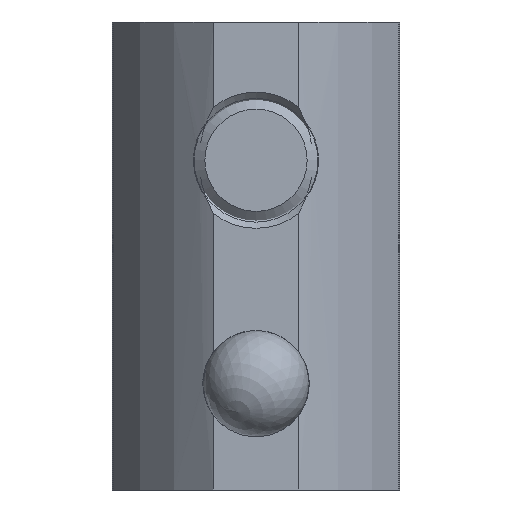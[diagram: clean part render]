
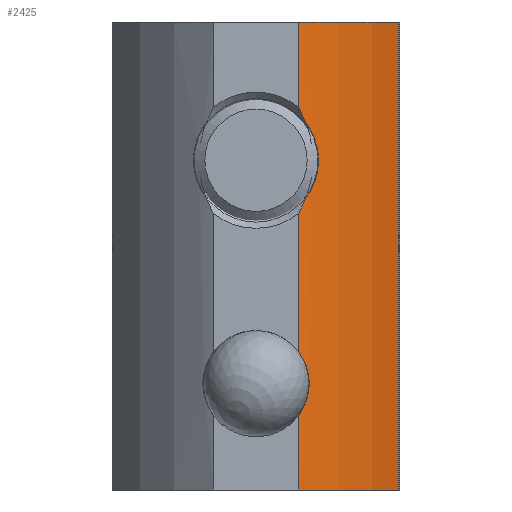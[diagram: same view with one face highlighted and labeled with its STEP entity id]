
A CAD part, front view. The second image highlights one B-rep face of the part: STEP entity #2425.
In plain terms, the highlighted cylindrical face has radius 15 mm (diameter 30 mm), a partial arc.
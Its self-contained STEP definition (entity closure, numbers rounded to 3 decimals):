
#137=B_SPLINE_CURVE_WITH_KNOTS('',3,(#4571,#4572,#4573,#4574,#4575,#4576,
#4577,#4578,#4579,#4580,#4581,#4582,#4583,#4584,#4585),.UNSPECIFIED.,.F.,
 .F.,(4,2,2,3,2,2,4),(-0.256,-0.207,-0.104,
0.,0.104,0.207,0.256),.UNSPECIFIED.);
#139=B_SPLINE_CURVE_WITH_KNOTS('',3,(#4604,#4605,#4606,#4607,#4608,#4609,
#4610,#4611,#4612,#4613),.UNSPECIFIED.,.F.,.F.,(4,2,2,2,4),(-0.965,
-0.9,-0.805,-0.71,-0.645),
 .UNSPECIFIED.);
#256=LINE('',#4654,#399);
#257=LINE('',#4657,#400);
#258=LINE('',#4658,#401);
#259=LINE('',#4660,#402);
#399=VECTOR('',#3526,1000.);
#400=VECTOR('',#3529,1000.);
#401=VECTOR('',#3530,1000.);
#402=VECTOR('',#3531,1000.);
#437=CYLINDRICAL_SURFACE('',#2769,15.);
#547=FACE_OUTER_BOUND('',#676,.T.);
#676=EDGE_LOOP('',(#2200,#2201,#2202,#2203,#2204,#2205,#2206,#2207));
#891=CIRCLE('',#2770,15.);
#892=CIRCLE('',#2771,15.);
#1124=VERTEX_POINT('',#4568);
#1125=VERTEX_POINT('',#4570);
#1130=VERTEX_POINT('',#4601);
#1131=VERTEX_POINT('',#4603);
#1144=VERTEX_POINT('',#4652);
#1145=VERTEX_POINT('',#4653);
#1146=VERTEX_POINT('',#4655);
#1147=VERTEX_POINT('',#4659);
#1481=EDGE_CURVE('',#1125,#1124,#137,.T.);
#1488=EDGE_CURVE('',#1131,#1130,#139,.T.);
#1505=EDGE_CURVE('',#1144,#1145,#256,.T.);
#1506=EDGE_CURVE('',#1145,#1146,#891,.T.);
#1507=EDGE_CURVE('',#1146,#1125,#257,.T.);
#1508=EDGE_CURVE('',#1124,#1131,#258,.T.);
#1509=EDGE_CURVE('',#1130,#1147,#259,.T.);
#1510=EDGE_CURVE('',#1147,#1144,#892,.T.);
#2200=ORIENTED_EDGE('',*,*,#1505,.T.);
#2201=ORIENTED_EDGE('',*,*,#1506,.T.);
#2202=ORIENTED_EDGE('',*,*,#1507,.T.);
#2203=ORIENTED_EDGE('',*,*,#1481,.T.);
#2204=ORIENTED_EDGE('',*,*,#1508,.T.);
#2205=ORIENTED_EDGE('',*,*,#1488,.T.);
#2206=ORIENTED_EDGE('',*,*,#1509,.T.);
#2207=ORIENTED_EDGE('',*,*,#1510,.T.);
#2425=ADVANCED_FACE('',(#547),#437,.T.);
#2769=AXIS2_PLACEMENT_3D('',#4651,#3524,#3525);
#2770=AXIS2_PLACEMENT_3D('',#4656,#3527,#3528);
#2771=AXIS2_PLACEMENT_3D('',#4661,#3532,#3533);
#3524=DIRECTION('center_axis',(0.,0.,-1.));
#3525=DIRECTION('ref_axis',(-1.,0.,0.));
#3526=DIRECTION('',(0.,0.,1.));
#3527=DIRECTION('center_axis',(0.,0.,-1.));
#3528=DIRECTION('ref_axis',(-1.,0.,0.));
#3529=DIRECTION('',(0.,0.,-1.));
#3530=DIRECTION('',(0.,0.,-1.));
#3531=DIRECTION('',(0.,0.,-1.));
#3532=DIRECTION('center_axis',(0.,0.,1.));
#3533=DIRECTION('ref_axis',(-1.,0.,0.));
#4568=CARTESIAN_POINT('',(2.,-9.,-2.498));
#4570=CARTESIAN_POINT('',(2.,-9.,2.498));
#4571=CARTESIAN_POINT('Ctrl Pts',(2.,-9.,2.498));
#4572=CARTESIAN_POINT('Ctrl Pts',(2.079,-8.942,2.361));
#4573=CARTESIAN_POINT('Ctrl Pts',(2.151,-8.888,2.221));
#4574=CARTESIAN_POINT('Ctrl Pts',(2.353,-8.735,1.782));
#4575=CARTESIAN_POINT('Ctrl Pts',(2.475,-8.639,1.437));
#4576=CARTESIAN_POINT('Ctrl Pts',(2.636,-8.508,0.718));
#4577=CARTESIAN_POINT('Ctrl Pts',(2.676,-8.476,0.345));
#4578=CARTESIAN_POINT('Ctrl Pts',(2.676,-8.476,0.));
#4579=CARTESIAN_POINT('Ctrl Pts',(2.676,-8.476,-0.345));
#4580=CARTESIAN_POINT('Ctrl Pts',(2.636,-8.508,-0.718));
#4581=CARTESIAN_POINT('Ctrl Pts',(2.475,-8.639,-1.437));
#4582=CARTESIAN_POINT('Ctrl Pts',(2.353,-8.735,-1.782));
#4583=CARTESIAN_POINT('Ctrl Pts',(2.151,-8.888,-2.221));
#4584=CARTESIAN_POINT('Ctrl Pts',(2.079,-8.942,-2.361));
#4585=CARTESIAN_POINT('Ctrl Pts',(2.,-9.,-2.498));
#4601=CARTESIAN_POINT('',(2.,-9.,-12.));
#4603=CARTESIAN_POINT('',(2.,-9.,-9.));
#4604=CARTESIAN_POINT('Ctrl Pts',(2.,-9.,-9.));
#4605=CARTESIAN_POINT('Ctrl Pts',(2.124,-8.909,-9.165));
#4606=CARTESIAN_POINT('Ctrl Pts',(2.233,-8.826,-9.355));
#4607=CARTESIAN_POINT('Ctrl Pts',(2.437,-8.669,-9.856));
#4608=CARTESIAN_POINT('Ctrl Pts',(2.5,-8.618,-10.184));
#4609=CARTESIAN_POINT('Ctrl Pts',(2.5,-8.618,-10.816));
#4610=CARTESIAN_POINT('Ctrl Pts',(2.437,-8.669,-11.144));
#4611=CARTESIAN_POINT('Ctrl Pts',(2.233,-8.826,-11.645));
#4612=CARTESIAN_POINT('Ctrl Pts',(2.124,-8.909,-11.835));
#4613=CARTESIAN_POINT('Ctrl Pts',(2.,-9.,-12.));
#4651=CARTESIAN_POINT('Origin',(-6.854,3.108,6.5));
#4652=CARTESIAN_POINT('',(6.702,-3.314,-15.5));
#4653=CARTESIAN_POINT('',(6.702,-3.314,6.5));
#4654=CARTESIAN_POINT('',(6.702,-3.314,6.5));
#4655=CARTESIAN_POINT('',(2.,-9.,6.5));
#4656=CARTESIAN_POINT('Origin',(-6.854,3.108,6.5));
#4657=CARTESIAN_POINT('',(2.,-9.,6.5));
#4658=CARTESIAN_POINT('',(2.,-9.,6.5));
#4659=CARTESIAN_POINT('',(2.,-9.,-15.5));
#4660=CARTESIAN_POINT('',(2.,-9.,6.5));
#4661=CARTESIAN_POINT('Origin',(-6.854,3.108,-15.5));
